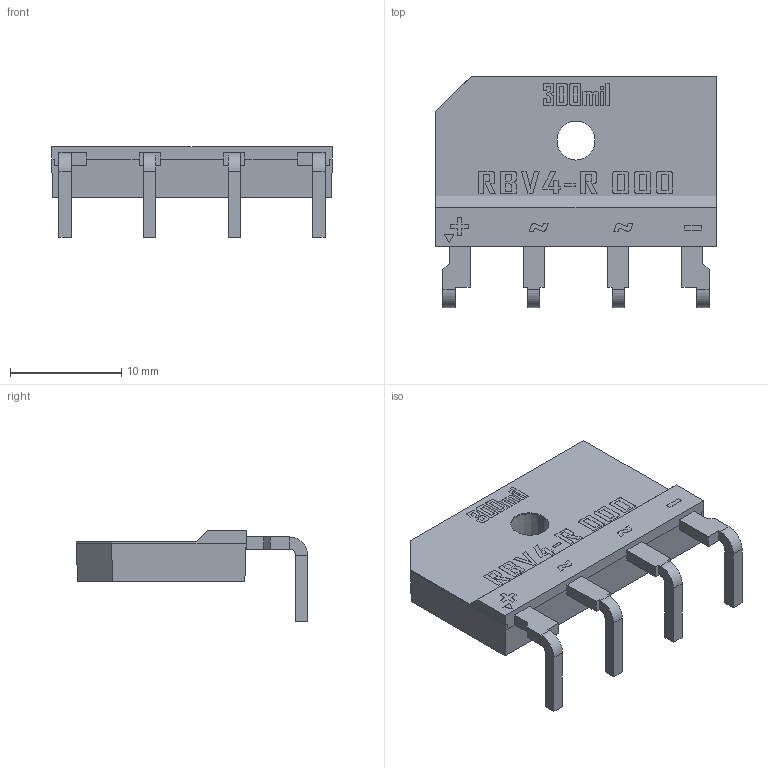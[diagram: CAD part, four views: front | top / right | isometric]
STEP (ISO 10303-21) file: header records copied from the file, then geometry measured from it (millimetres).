
FILE_DESCRIPTION (( 'STEP AP214' ), '1' );
FILE_NAME ('RBV4___RBV4-R__.STEP', '2023-03-02T16:41:57', ( '' ), ( '' ), 'SwSTEP 2.0', 'SolidWorks 2020', '' );
FILE_SCHEMA (( 'AUTOMOTIVE_DESIGN' ));
Length unit declared in the file: millimetre
Products named in the file (1): RBV4___RBV4-R__
Bounding box: 25.3 x 20.85 x 8.16 mm (x, y, z)
Volume: 1479.8 mm3; surface area: 1335.8 mm2
Topology: 1 solids, 1 shells, 363 faces, 956 edges, 623 vertices
Faces by surface type: plane 297, bspline 54, cylinder 10, cone 2
Entity records: 16377 total; most frequent: CARTESIAN_POINT 3981, ORIENTED_EDGE 1912, DIRECTION 1490, EDGE_CURVE 956, VECTOR 826, LINE 826, VERTEX_POINT 623, EDGE_LOOP 393
